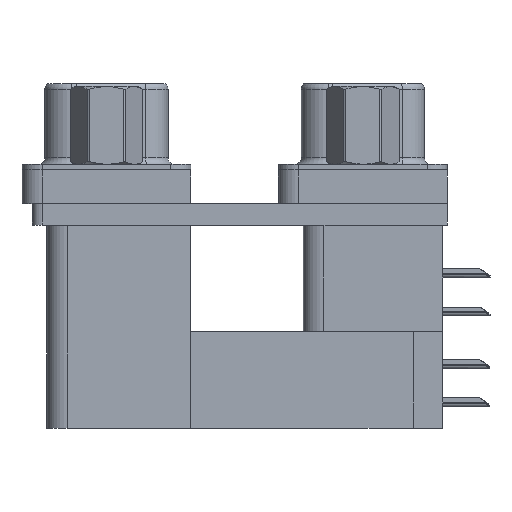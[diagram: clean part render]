
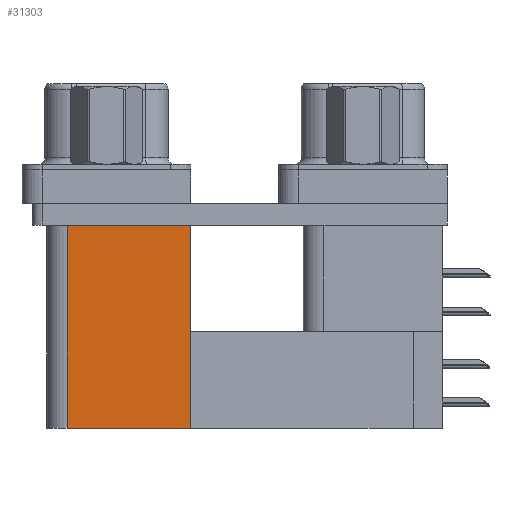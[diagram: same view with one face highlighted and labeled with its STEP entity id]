
A CAD part, left-side view. The second image highlights one B-rep face of the part: STEP entity #31303.
In plain terms, the highlighted planar face has unit normal (-1, 0, 0).
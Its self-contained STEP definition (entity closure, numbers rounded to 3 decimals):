
#264 = CARTESIAN_POINT ( 'NONE',  ( 3.7, 12.775, -2.5 ) ) ;
#5340 = EDGE_LOOP ( 'NONE', ( #44108, #37415, #8422, #9470 ) ) ;
#6238 = EDGE_CURVE ( 'NONE', #8143, #25599, #30794, .T. ) ;
#7005 = LINE ( 'NONE', #34685, #34159 ) ;
#8143 = VERTEX_POINT ( 'NONE', #28459 ) ;
#8422 = ORIENTED_EDGE ( 'NONE', *, *, #6238, .F. ) ;
#9470 = ORIENTED_EDGE ( 'NONE', *, *, #44512, .T. ) ;
#11104 = DIRECTION ( 'NONE',  ( 0., 1., 0. ) ) ;
#12018 = DIRECTION ( 'NONE',  ( 1., 0., 0. ) ) ;
#12518 = CARTESIAN_POINT ( 'NONE',  ( 3.7, 21.975, -2.5 ) ) ;
#14146 = CARTESIAN_POINT ( 'NONE',  ( 3.7, 12.775, -19.2 ) ) ;
#15985 = VECTOR ( 'NONE', #11104, 1000. ) ;
#17992 = DIRECTION ( 'NONE',  ( 0., 0., 1. ) ) ;
#18602 = FACE_OUTER_BOUND ( 'NONE', #5340, .T. ) ;
#24706 = CARTESIAN_POINT ( 'NONE',  ( 3.7, 12.775, -2.5 ) ) ;
#25599 = VERTEX_POINT ( 'NONE', #31968 ) ;
#25629 = EDGE_CURVE ( 'NONE', #43668, #30956, #34934, .T. ) ;
#26943 = DIRECTION ( 'NONE',  ( 0., 1., 0. ) ) ;
#27165 = CARTESIAN_POINT ( 'NONE',  ( 3.7, 12.775, -19.2 ) ) ;
#28459 = CARTESIAN_POINT ( 'NONE',  ( 3.7, 12.775, -19.2 ) ) ;
#30131 = DIRECTION ( 'NONE',  ( 0., 1., 0. ) ) ;
#30357 = AXIS2_PLACEMENT_3D ( 'NONE', #36496, #12018, #30131 ) ;
#30794 = LINE ( 'NONE', #27165, #42171 ) ;
#30956 = VERTEX_POINT ( 'NONE', #12518 ) ;
#31303 = ADVANCED_FACE ( 'NONE', ( #18602 ), #32438, .F. ) ;
#31968 = CARTESIAN_POINT ( 'NONE',  ( 3.7, 21.975, -19.2 ) ) ;
#32438 = PLANE ( 'NONE',  #30357 ) ;
#32758 = VECTOR ( 'NONE', #17992, 1000. ) ;
#34159 = VECTOR ( 'NONE', #34462, 1000. ) ;
#34462 = DIRECTION ( 'NONE',  ( 0., 0., 1. ) ) ;
#34685 = CARTESIAN_POINT ( 'NONE',  ( 3.7, 21.975, -19.2 ) ) ;
#34934 = LINE ( 'NONE', #24706, #15985 ) ;
#35246 = LINE ( 'NONE', #14146, #32758 ) ;
#35424 = EDGE_CURVE ( 'NONE', #25599, #30956, #7005, .T. ) ;
#36496 = CARTESIAN_POINT ( 'NONE',  ( 3.7, 12.775, -19.2 ) ) ;
#37415 = ORIENTED_EDGE ( 'NONE', *, *, #35424, .F. ) ;
#42171 = VECTOR ( 'NONE', #26943, 1000. ) ;
#43668 = VERTEX_POINT ( 'NONE', #264 ) ;
#44108 = ORIENTED_EDGE ( 'NONE', *, *, #25629, .T. ) ;
#44512 = EDGE_CURVE ( 'NONE', #8143, #43668, #35246, .T. ) ;
